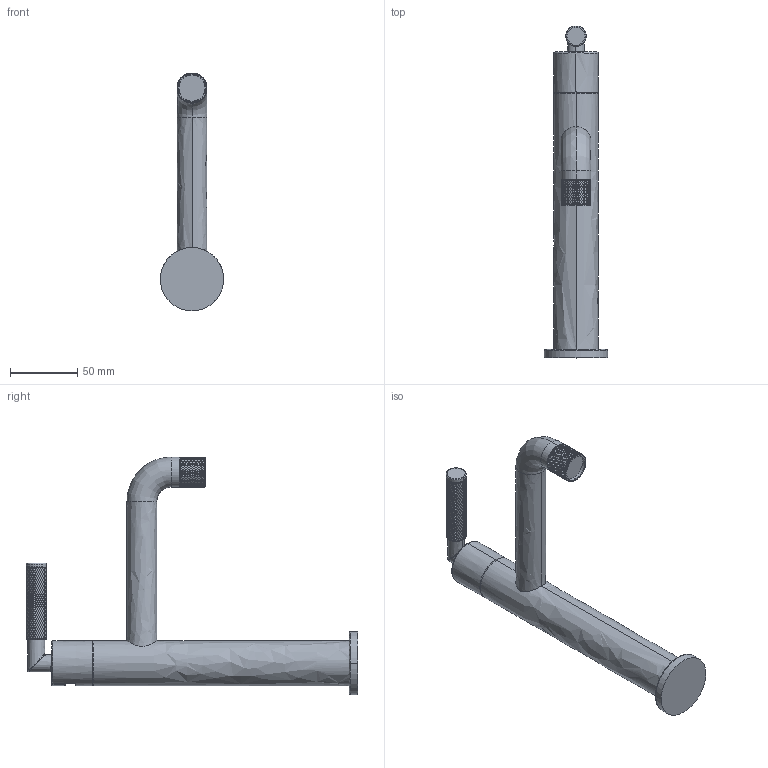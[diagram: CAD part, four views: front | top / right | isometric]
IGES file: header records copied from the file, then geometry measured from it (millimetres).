
Start section:  PTC IGES file: 3423.igs
Global section: file name: 3423.igs; native system: Creo Parametric by PTC Inc.; preprocessor: 2025093; author: nehatek; organization: Unknown; date: 20250926.203636; units: inch
Bounding box: 46.99 x 245.87 x 176.24 mm (x, y, z)
Surface area: 47601.8 mm2 (no closed solid volume)
Topology: 0 solids, 0 shells, 9498 faces, 39017 edges, 39012 vertices
Faces by surface type: bspline 7510, revolution 1988
